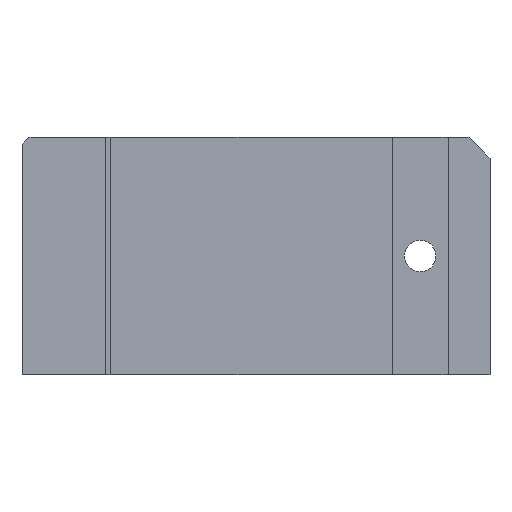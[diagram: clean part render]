
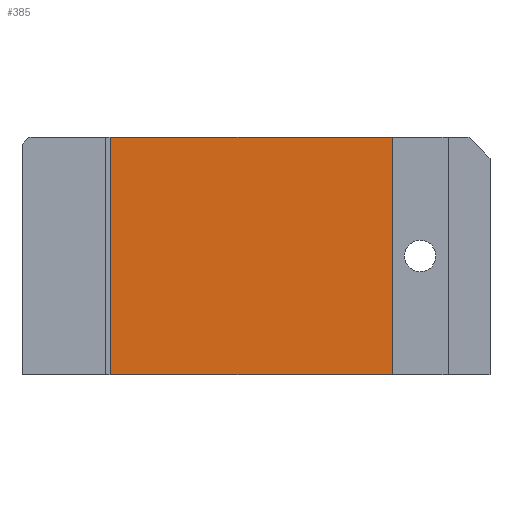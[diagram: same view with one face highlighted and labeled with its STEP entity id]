
A CAD part, left-side view. The second image highlights one B-rep face of the part: STEP entity #385.
In plain terms, the highlighted planar face has unit normal (-1, 0, 0).
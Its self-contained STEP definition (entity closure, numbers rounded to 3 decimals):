
#4 = CARTESIAN_POINT ( 'NONE',  ( -5.5, 67., -17. ) ) ;
#11 = ORIENTED_EDGE ( 'NONE', *, *, #976, .T. ) ;
#31 = EDGE_LOOP ( 'NONE', ( #107, #11, #1068, #1150 ) ) ;
#107 = ORIENTED_EDGE ( 'NONE', *, *, #601, .T. ) ;
#110 = DIRECTION ( 'NONE',  ( 1., 0., 0. ) ) ;
#139 = CARTESIAN_POINT ( 'NONE',  ( -5.5, 55., 17. ) ) ;
#149 = DIRECTION ( 'NONE',  ( 0., 0., 1. ) ) ;
#169 = DIRECTION ( 'NONE',  ( 0., -1., 0. ) ) ;
#191 = VERTEX_POINT ( 'NONE', #741 ) ;
#252 = DIRECTION ( 'NONE',  ( 0., -1., 0. ) ) ;
#301 = LINE ( 'NONE', #669, #613 ) ;
#385 = ADVANCED_FACE ( 'NONE', ( #1195 ), #425, .F. ) ;
#401 = LINE ( 'NONE', #1208, #929 ) ;
#425 = PLANE ( 'NONE',  #663 ) ;
#556 = LINE ( 'NONE', #695, #718 ) ;
#560 = VERTEX_POINT ( 'NONE', #1221 ) ;
#578 = CARTESIAN_POINT ( 'NONE',  ( -5.5, 14., -25.022 ) ) ;
#601 = EDGE_CURVE ( 'NONE', #722, #560, #556, .T. ) ;
#613 = VECTOR ( 'NONE', #149, 1000. ) ;
#663 = AXIS2_PLACEMENT_3D ( 'NONE', #4, #110, #1173 ) ;
#669 = CARTESIAN_POINT ( 'NONE',  ( -5.5, 55., -17. ) ) ;
#695 = CARTESIAN_POINT ( 'NONE',  ( -5.5, 67., -17. ) ) ;
#718 = VECTOR ( 'NONE', #169, 1000. ) ;
#722 = VERTEX_POINT ( 'NONE', #1352 ) ;
#741 = CARTESIAN_POINT ( 'NONE',  ( -5.5, 14., 17. ) ) ;
#834 = VECTOR ( 'NONE', #1136, 1000. ) ;
#845 = EDGE_CURVE ( 'NONE', #955, #191, #401, .T. ) ;
#869 = LINE ( 'NONE', #578, #834 ) ;
#913 = EDGE_CURVE ( 'NONE', #722, #955, #301, .T. ) ;
#929 = VECTOR ( 'NONE', #252, 1000. ) ;
#955 = VERTEX_POINT ( 'NONE', #139 ) ;
#976 = EDGE_CURVE ( 'NONE', #560, #191, #869, .T. ) ;
#1068 = ORIENTED_EDGE ( 'NONE', *, *, #845, .F. ) ;
#1136 = DIRECTION ( 'NONE',  ( 0., 0., 1. ) ) ;
#1150 = ORIENTED_EDGE ( 'NONE', *, *, #913, .F. ) ;
#1173 = DIRECTION ( 'NONE',  ( 0., 0., -1. ) ) ;
#1195 = FACE_OUTER_BOUND ( 'NONE', #31, .T. ) ;
#1208 = CARTESIAN_POINT ( 'NONE',  ( -5.5, 67., 17. ) ) ;
#1221 = CARTESIAN_POINT ( 'NONE',  ( -5.5, 14., -17. ) ) ;
#1352 = CARTESIAN_POINT ( 'NONE',  ( -5.5, 55., -17. ) ) ;
